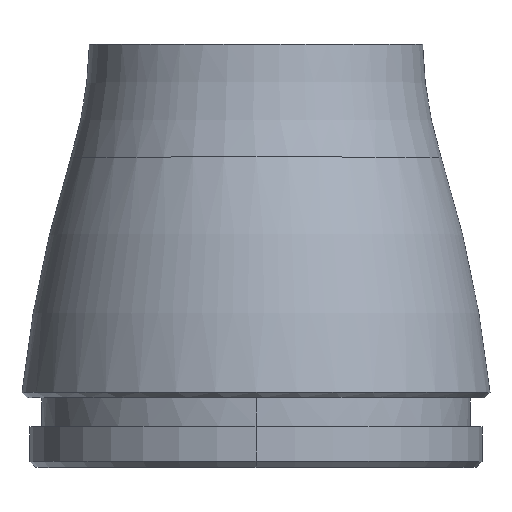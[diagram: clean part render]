
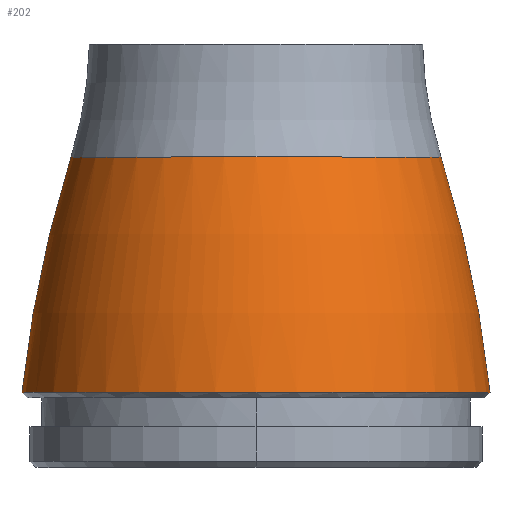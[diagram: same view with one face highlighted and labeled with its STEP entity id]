
A CAD part, top view. The second image highlights one B-rep face of the part: STEP entity #202.
In plain terms, the highlighted toroidal (fillet/blend) face has major radius 84.679 mm and minor radius 105.466 mm.
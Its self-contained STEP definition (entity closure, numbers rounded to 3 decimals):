
#42 = DIRECTION ( 'NONE',  ( 0., 0., -1. ) ) ;
#53 = VERTEX_POINT ( 'NONE', #603 ) ;
#82 = CARTESIAN_POINT ( 'NONE',  ( -15.969, -115.242, 0. ) ) ;
#90 = FACE_OUTER_BOUND ( 'NONE', #518, .T. ) ;
#95 = ORIENTED_EDGE ( 'NONE', *, *, #492, .F. ) ;
#202 = ADVANCED_FACE ( 'NONE', ( #90 ), #1218, .T. ) ;
#301 = DIRECTION ( 'NONE',  ( -1., 0., 0. ) ) ;
#371 = EDGE_CURVE ( 'NONE', #717, #53, #1376, .T. ) ;
#430 = DIRECTION ( 'NONE',  ( 0., 1., 0. ) ) ;
#443 = ORIENTED_EDGE ( 'NONE', *, *, #371, .F. ) ;
#481 = CARTESIAN_POINT ( 'NONE',  ( 84.679, -146.754, 0. ) ) ;
#492 = EDGE_CURVE ( 'NONE', #871, #717, #514, .T. ) ;
#501 = AXIS2_PLACEMENT_3D ( 'NONE', #1548, #430, #301 ) ;
#514 = CIRCLE ( 'NONE', #899, 105.466 ) ;
#518 = EDGE_LOOP ( 'NONE', ( #1225, #1443, #443, #95 ) ) ;
#603 = CARTESIAN_POINT ( 'NONE',  ( 15.969, -115.242, 0. ) ) ;
#608 = EDGE_CURVE ( 'NONE', #1202, #53, #710, .T. ) ;
#618 = CARTESIAN_POINT ( 'NONE',  ( -20.19, -135.547, 0. ) ) ;
#627 = EDGE_CURVE ( 'NONE', #871, #1202, #870, .T. ) ;
#643 = DIRECTION ( 'NONE',  ( 0., 1., 0. ) ) ;
#665 = CARTESIAN_POINT ( 'NONE',  ( -84.679, -146.755, 0. ) ) ;
#710 = CIRCLE ( 'NONE', #1293, 105.466 ) ;
#717 = VERTEX_POINT ( 'NONE', #82 ) ;
#870 = CIRCLE ( 'NONE', #1025, 20.19 ) ;
#871 = VERTEX_POINT ( 'NONE', #618 ) ;
#898 = DIRECTION ( 'NONE',  ( 0., 0., 1. ) ) ;
#899 = AXIS2_PLACEMENT_3D ( 'NONE', #481, #42, #1541 ) ;
#904 = DIRECTION ( 'NONE',  ( 1., 0., 0. ) ) ;
#957 = CARTESIAN_POINT ( 'NONE',  ( 0., -115.242, 0. ) ) ;
#1025 = AXIS2_PLACEMENT_3D ( 'NONE', #1159, #643, #904 ) ;
#1159 = CARTESIAN_POINT ( 'NONE',  ( 0., -135.547, 0. ) ) ;
#1164 = DIRECTION ( 'NONE',  ( 1., 0., 0. ) ) ;
#1192 = DIRECTION ( 'NONE',  ( -1., 0., 0. ) ) ;
#1200 = AXIS2_PLACEMENT_3D ( 'NONE', #957, #1316, #1192 ) ;
#1202 = VERTEX_POINT ( 'NONE', #1465 ) ;
#1218 = TOROIDAL_SURFACE ( 'NONE', #501, -84.679, 105.466 ) ;
#1225 = ORIENTED_EDGE ( 'NONE', *, *, #627, .T. ) ;
#1293 = AXIS2_PLACEMENT_3D ( 'NONE', #665, #898, #1164 ) ;
#1316 = DIRECTION ( 'NONE',  ( 0., 1., 0. ) ) ;
#1376 = CIRCLE ( 'NONE', #1200, 15.969 ) ;
#1443 = ORIENTED_EDGE ( 'NONE', *, *, #608, .T. ) ;
#1465 = CARTESIAN_POINT ( 'NONE',  ( 20.19, -135.547, 0. ) ) ;
#1541 = DIRECTION ( 'NONE',  ( -1., 0., 0. ) ) ;
#1548 = CARTESIAN_POINT ( 'NONE',  ( 0., -146.755, 0. ) ) ;
